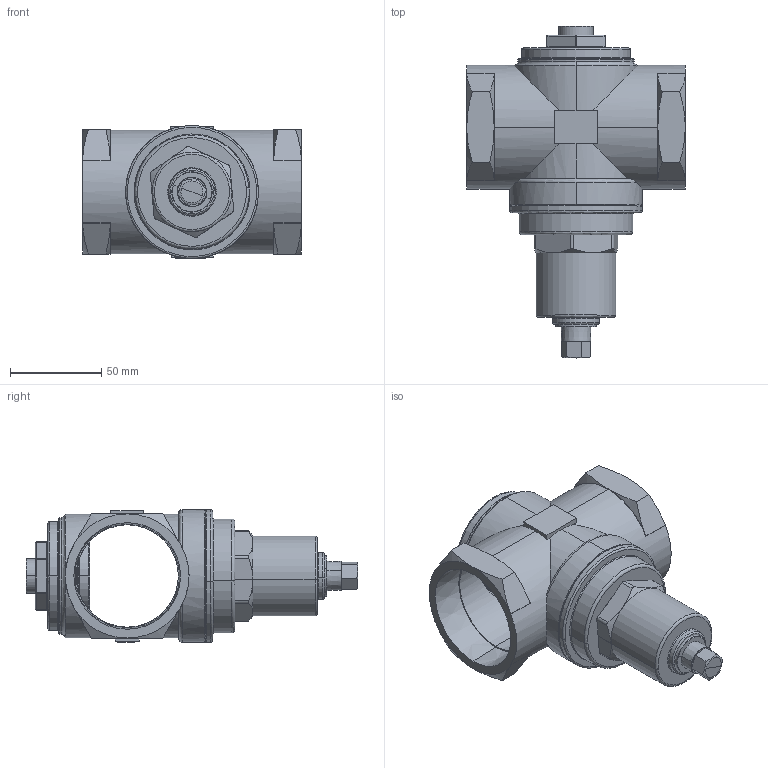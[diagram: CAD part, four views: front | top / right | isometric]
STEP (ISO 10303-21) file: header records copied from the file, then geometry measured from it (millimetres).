
FILE_DESCRIPTION (( 'STEP AP203' ), '1' );
FILE_NAME ('7SS200.STEP', '2021-02-26T12:26:24', ( '' ), ( '' ), 'SwSTEP 2.0', 'SolidWorks 2020', '' );
FILE_SCHEMA (( 'CONFIG_CONTROL_DESIGN' ));
Length unit declared in the file: inch
Products named in the file (1): 7SS200
Bounding box: 119.6 x 181.7 x 72.75 mm (x, y, z)
Volume: 232649.9 mm3; surface area: 111467.2 mm2
Topology: 7 solids, 7 shells, 432 faces, 1093 edges, 689 vertices
Faces by surface type: cylinder 125, plane 118, cone 116, bspline 73
Entity records: 24605 total; most frequent: CARTESIAN_POINT 15075, ORIENTED_EDGE 2170, DIRECTION 1713, EDGE_CURVE 1085, VERTEX_POINT 689, AXIS2_PLACEMENT_3D 636, EDGE_LOOP 464, VECTOR 441
